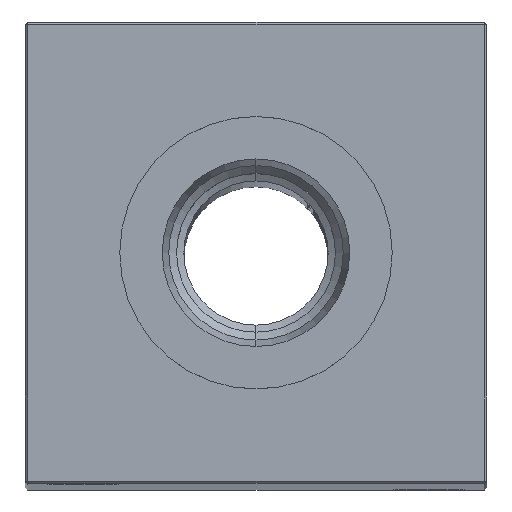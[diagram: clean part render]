
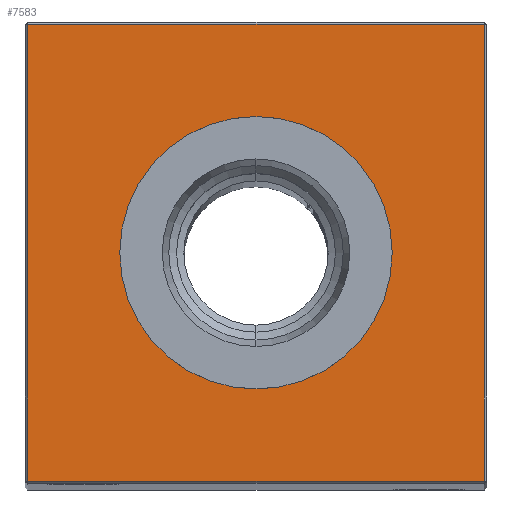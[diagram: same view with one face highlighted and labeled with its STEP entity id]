
A CAD part, top view. The second image highlights one B-rep face of the part: STEP entity #7583.
In plain terms, the highlighted planar face has unit normal (0, 0, 1).
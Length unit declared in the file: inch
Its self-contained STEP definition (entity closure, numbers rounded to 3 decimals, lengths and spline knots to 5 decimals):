
#161 = CARTESIAN_POINT ( 'NONE',  ( 0., -0.99, 16.25 ) ) ;
#2526 = CARTESIAN_POINT ( 'NONE',  ( -0.99, 0., 16.25 ) ) ;
#3641 = DIRECTION ( 'NONE',  ( -1., 0., 0. ) ) ;
#3809 = CARTESIAN_POINT ( 'NONE',  ( 0.99, 0., 16.25 ) ) ;
#4473 = EDGE_CURVE ( 'NONE', #23986, #22537, #25794, .T. ) ;
#4522 = ORIENTED_EDGE ( 'NONE', *, *, #7724, .T. ) ;
#4815 = LINE ( 'NONE', #2526, #17190 ) ;
#5029 = EDGE_LOOP ( 'NONE', ( #4522, #10728, #11528, #22685 ) ) ;
#5788 = EDGE_CURVE ( 'NONE', #7994, #6690, #14650, .T. ) ;
#6115 = CARTESIAN_POINT ( 'NONE',  ( 0.99, 0.99, 16.25 ) ) ;
#6690 = VERTEX_POINT ( 'NONE', #26381 ) ;
#7067 = DIRECTION ( 'NONE',  ( -1., 0., 0. ) ) ;
#7583 = ADVANCED_FACE ( 'NONE', ( #25597, #9855 ), #16987, .F. ) ;
#7724 = EDGE_CURVE ( 'NONE', #6690, #23986, #4815, .T. ) ;
#7858 = CARTESIAN_POINT ( 'NONE',  ( 0., 0., 16.25 ) ) ;
#7994 = VERTEX_POINT ( 'NONE', #6115 ) ;
#8003 = DIRECTION ( 'NONE',  ( 0., 0., -1. ) ) ;
#8797 = CARTESIAN_POINT ( 'NONE',  ( 0., 0., 16.25 ) ) ;
#9855 = FACE_BOUND ( 'NONE', #21539, .T. ) ;
#9891 = AXIS2_PLACEMENT_3D ( 'NONE', #7858, #8003, #10285 ) ;
#10104 = LINE ( 'NONE', #3809, #22636 ) ;
#10285 = DIRECTION ( 'NONE',  ( -1., 0., 0. ) ) ;
#10728 = ORIENTED_EDGE ( 'NONE', *, *, #4473, .T. ) ;
#11247 = DIRECTION ( 'NONE',  ( 0., -1., 0. ) ) ;
#11516 = CIRCLE ( 'NONE', #15185, 0.59055 ) ;
#11528 = ORIENTED_EDGE ( 'NONE', *, *, #27747, .T. ) ;
#12525 = DIRECTION ( 'NONE',  ( 0., 1., 0. ) ) ;
#12769 = DIRECTION ( 'NONE',  ( 1., 0., 0. ) ) ;
#14382 = EDGE_CURVE ( 'NONE', #15331, #15558, #17458, .T. ) ;
#14454 = EDGE_CURVE ( 'NONE', #15558, #15331, #11516, .T. ) ;
#14650 = LINE ( 'NONE', #23231, #20545 ) ;
#15185 = AXIS2_PLACEMENT_3D ( 'NONE', #8797, #17645, #7067 ) ;
#15331 = VERTEX_POINT ( 'NONE', #16989 ) ;
#15558 = VERTEX_POINT ( 'NONE', #17913 ) ;
#16987 = PLANE ( 'NONE',  #9891 ) ;
#16989 = CARTESIAN_POINT ( 'NONE',  ( 0., 0.59055, 16.25 ) ) ;
#17190 = VECTOR ( 'NONE', #11247, 39.37008 ) ;
#17458 = CIRCLE ( 'NONE', #20186, 0.59055 ) ;
#17645 = DIRECTION ( 'NONE',  ( 0., 0., -1. ) ) ;
#17731 = VECTOR ( 'NONE', #12769, 39.37008 ) ;
#17913 = CARTESIAN_POINT ( 'NONE',  ( 0., -0.59055, 16.25 ) ) ;
#19743 = CARTESIAN_POINT ( 'NONE',  ( -0.99, -0.99, 16.25 ) ) ;
#20186 = AXIS2_PLACEMENT_3D ( 'NONE', #21413, #20974, #25418 ) ;
#20545 = VECTOR ( 'NONE', #3641, 39.37008 ) ;
#20974 = DIRECTION ( 'NONE',  ( 0., 0., -1. ) ) ;
#21413 = CARTESIAN_POINT ( 'NONE',  ( 0., 0., 16.25 ) ) ;
#21539 = EDGE_LOOP ( 'NONE', ( #25730, #23814 ) ) ;
#22537 = VERTEX_POINT ( 'NONE', #22960 ) ;
#22636 = VECTOR ( 'NONE', #12525, 39.37008 ) ;
#22685 = ORIENTED_EDGE ( 'NONE', *, *, #5788, .T. ) ;
#22960 = CARTESIAN_POINT ( 'NONE',  ( 0.99, -0.99, 16.25 ) ) ;
#23231 = CARTESIAN_POINT ( 'NONE',  ( 0., 0.99, 16.25 ) ) ;
#23814 = ORIENTED_EDGE ( 'NONE', *, *, #14454, .T. ) ;
#23986 = VERTEX_POINT ( 'NONE', #19743 ) ;
#25418 = DIRECTION ( 'NONE',  ( -1., 0., 0. ) ) ;
#25597 = FACE_OUTER_BOUND ( 'NONE', #5029, .T. ) ;
#25730 = ORIENTED_EDGE ( 'NONE', *, *, #14382, .T. ) ;
#25794 = LINE ( 'NONE', #161, #17731 ) ;
#26381 = CARTESIAN_POINT ( 'NONE',  ( -0.99, 0.99, 16.25 ) ) ;
#27747 = EDGE_CURVE ( 'NONE', #22537, #7994, #10104, .T. ) ;
